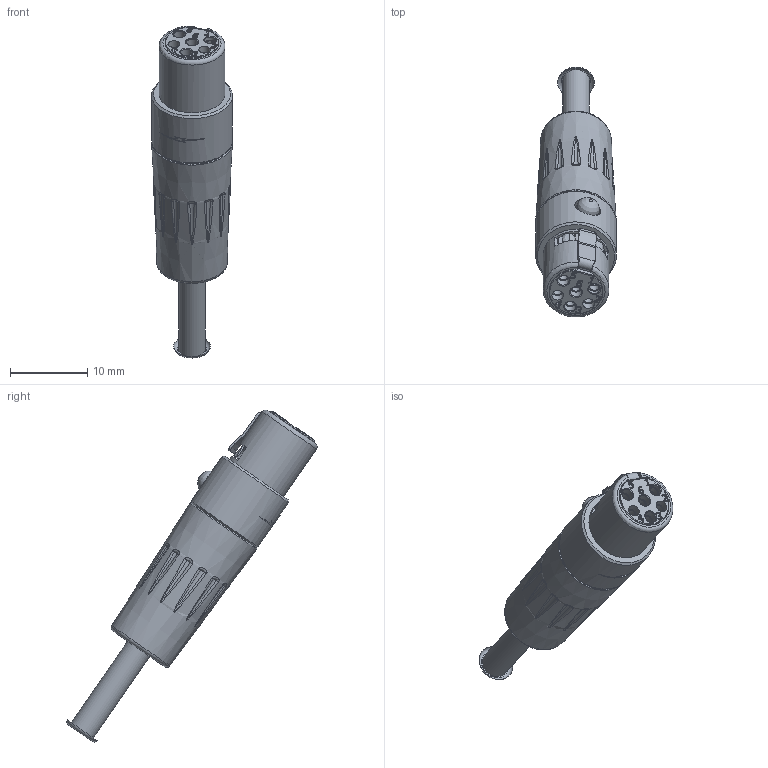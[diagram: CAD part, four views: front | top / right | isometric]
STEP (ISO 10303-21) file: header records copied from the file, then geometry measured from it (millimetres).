
FILE_DESCRIPTION(/* description */ (''),/* implementation_level */ '2;1');
FILE_NAME(/* name */ 'AG6F.stp',/* time_stamp */ '2023-07-11T16:25:43+10:00',/* author */ ('minh'),/* organization */ (''),/* preprocessor_version */ 'ST-DEVELOPER v18.1',/* originating_system */ 'Autodesk Inventor 2022',/* authorisation */ '');
FILE_SCHEMA (('AUTOMOTIVE_DESIGN { 1 0 10303 214 3 1 1 }'));
Length unit declared in the file: inch
Products named in the file (1): AG6F
Bounding box: 10.49 x 32.46 x 43.05 mm (x, y, z)
Volume: 1936.7 mm3; surface area: 3956.3 mm2
Topology: 1 solids, 1 shells, 1051 faces, 2834 edges, 1742 vertices
Faces by surface type: plane 611, cylinder 201, bspline 142, cone 71, torus 26
Full cylindrical faces by diameter (mm): 1.5 x6, 3 x1, 3.5 x2, 7.9 x1, 8.55 x1, 10.5 x1
Entity records: 44204 total; most frequent: CARTESIAN_POINT 17406, ORIENTED_EDGE 5668, DIRECTION 4985, EDGE_CURVE 2834, VERTEX_POINT 1742, AXIS2_PLACEMENT_3D 1731, LINE 1523, VECTOR 1523
